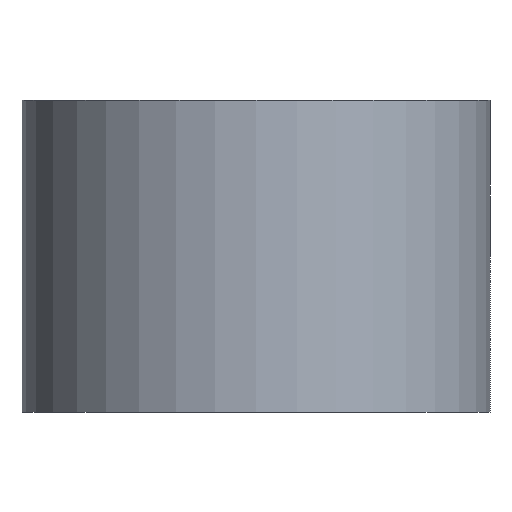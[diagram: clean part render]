
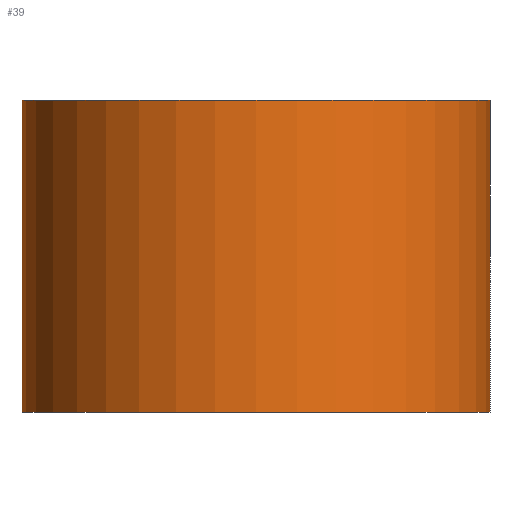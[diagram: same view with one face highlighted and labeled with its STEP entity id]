
A CAD part, front view. The second image highlights one B-rep face of the part: STEP entity #39.
In plain terms, the highlighted cylindrical face has radius 2.25 mm (diameter 4.5 mm), a partial arc.
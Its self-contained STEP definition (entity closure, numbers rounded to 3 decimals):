
#7 = DIRECTION ( 'NONE',  ( 0., 0., 1. ) ) ;
#14 = VECTOR ( 'NONE', #109, 1000. ) ;
#19 = AXIS2_PLACEMENT_3D ( 'NONE', #224, #147, #25 ) ;
#25 = DIRECTION ( 'NONE',  ( -1., 0., 0. ) ) ;
#28 = VECTOR ( 'NONE', #133, 1000. ) ;
#39 = ADVANCED_FACE ( 'NONE', ( #196 ), #99, .T. ) ;
#40 = EDGE_CURVE ( 'NONE', #217, #91, #215, .T. ) ;
#44 = CIRCLE ( 'NONE', #47, 2.25 ) ;
#47 = AXIS2_PLACEMENT_3D ( 'NONE', #160, #7, #242 ) ;
#50 = CARTESIAN_POINT ( 'NONE',  ( 2.25, 0., -1.5 ) ) ;
#68 = CARTESIAN_POINT ( 'NONE',  ( 2.25, 0., 1.5 ) ) ;
#86 = EDGE_CURVE ( 'NONE', #210, #112, #170, .T. ) ;
#89 = CIRCLE ( 'NONE', #107, 2.25 ) ;
#91 = VERTEX_POINT ( 'NONE', #203 ) ;
#99 = CYLINDRICAL_SURFACE ( 'NONE', #19, 2.25 ) ;
#100 = ORIENTED_EDGE ( 'NONE', *, *, #192, .T. ) ;
#107 = AXIS2_PLACEMENT_3D ( 'NONE', #131, #237, #181 ) ;
#109 = DIRECTION ( 'NONE',  ( 0., 0., -1. ) ) ;
#111 = CARTESIAN_POINT ( 'NONE',  ( -2.25, 0., 1.5 ) ) ;
#112 = VERTEX_POINT ( 'NONE', #50 ) ;
#127 = CARTESIAN_POINT ( 'NONE',  ( -2.25, 0., 1.5 ) ) ;
#131 = CARTESIAN_POINT ( 'NONE',  ( 0., 0., -1.5 ) ) ;
#132 = ORIENTED_EDGE ( 'NONE', *, *, #40, .T. ) ;
#133 = DIRECTION ( 'NONE',  ( 0., 0., -1. ) ) ;
#147 = DIRECTION ( 'NONE',  ( 0., 0., -1. ) ) ;
#155 = ORIENTED_EDGE ( 'NONE', *, *, #179, .F. ) ;
#159 = CARTESIAN_POINT ( 'NONE',  ( 2.25, 0., 1.5 ) ) ;
#160 = CARTESIAN_POINT ( 'NONE',  ( 0., 0., 1.5 ) ) ;
#170 = LINE ( 'NONE', #68, #28 ) ;
#174 = EDGE_LOOP ( 'NONE', ( #209, #155, #132, #100 ) ) ;
#179 = EDGE_CURVE ( 'NONE', #217, #210, #44, .T. ) ;
#181 = DIRECTION ( 'NONE',  ( 1., 0., 0. ) ) ;
#192 = EDGE_CURVE ( 'NONE', #91, #112, #89, .T. ) ;
#196 = FACE_OUTER_BOUND ( 'NONE', #174, .T. ) ;
#203 = CARTESIAN_POINT ( 'NONE',  ( -2.25, 0., -1.5 ) ) ;
#209 = ORIENTED_EDGE ( 'NONE', *, *, #86, .F. ) ;
#210 = VERTEX_POINT ( 'NONE', #159 ) ;
#215 = LINE ( 'NONE', #127, #14 ) ;
#217 = VERTEX_POINT ( 'NONE', #111 ) ;
#224 = CARTESIAN_POINT ( 'NONE',  ( 0., 0., 1.5 ) ) ;
#237 = DIRECTION ( 'NONE',  ( 0., 0., 1. ) ) ;
#242 = DIRECTION ( 'NONE',  ( 1., 0., 0. ) ) ;
